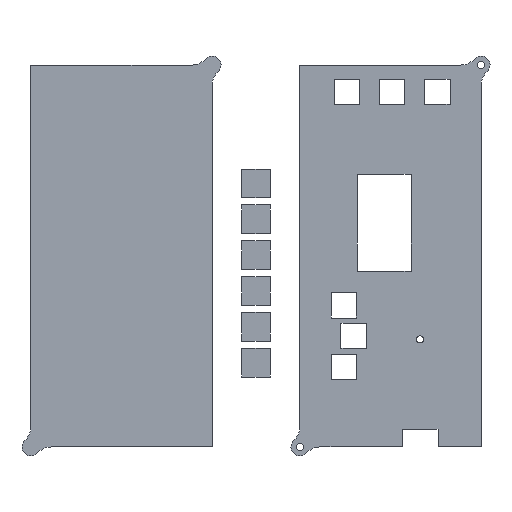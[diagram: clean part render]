
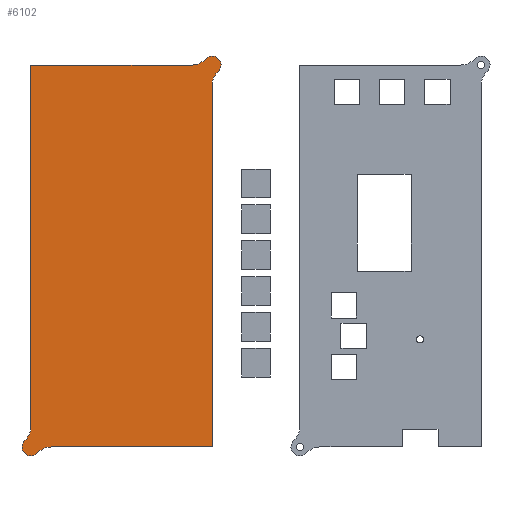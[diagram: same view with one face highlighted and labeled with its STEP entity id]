
A CAD part, front view. The second image highlights one B-rep face of the part: STEP entity #6102.
In plain terms, the highlighted planar face has unit normal (0, -1, 0).
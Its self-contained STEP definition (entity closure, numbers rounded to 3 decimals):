
#334=PLANE('',#6493);
#567=FACE_OUTER_BOUND('',#915,.T.);
#915=EDGE_LOOP('',(#4404,#4405,#4406,#4407,#4408,#4409,#4410,#4411,#4412,
#4413));
#1264=LINE('',#8234,#1926);
#1265=LINE('',#8236,#1927);
#1332=LINE('',#8397,#1994);
#1333=LINE('',#8399,#1995);
#1926=VECTOR('',#6852,10.);
#1927=VECTOR('',#6855,10.);
#1994=VECTOR('',#7010,10.);
#1995=VECTOR('',#7013,10.);
#2572=CIRCLE('',#6421,5.);
#2574=CIRCLE('',#6424,2.5);
#2577=CIRCLE('',#6428,5.);
#2579=CIRCLE('',#6431,5.);
#2581=CIRCLE('',#6434,2.5);
#2582=CIRCLE('',#6436,5.);
#2666=VERTEX_POINT('',#8166);
#2667=VERTEX_POINT('',#8167);
#2670=VERTEX_POINT('',#8175);
#2673=VERTEX_POINT('',#8183);
#2676=VERTEX_POINT('',#8190);
#2677=VERTEX_POINT('',#8192);
#2679=VERTEX_POINT('',#8198);
#2680=VERTEX_POINT('',#8202);
#2691=VERTEX_POINT('',#8232);
#2741=VERTEX_POINT('',#8395);
#3274=EDGE_CURVE('',#2666,#2667,#2572,.T.);
#3278=EDGE_CURVE('',#2670,#2667,#2574,.T.);
#3282=EDGE_CURVE('',#2670,#2673,#2577,.T.);
#3286=EDGE_CURVE('',#2676,#2677,#2579,.T.);
#3290=EDGE_CURVE('',#2676,#2679,#2581,.T.);
#3291=EDGE_CURVE('',#2680,#2679,#2582,.T.);
#3306=EDGE_CURVE('',#2691,#2680,#1264,.T.);
#3307=EDGE_CURVE('',#2673,#2691,#1265,.T.);
#3386=EDGE_CURVE('',#2741,#2666,#1332,.T.);
#3387=EDGE_CURVE('',#2677,#2741,#1333,.T.);
#4404=ORIENTED_EDGE('',*,*,#3306,.F.);
#4405=ORIENTED_EDGE('',*,*,#3307,.F.);
#4406=ORIENTED_EDGE('',*,*,#3282,.F.);
#4407=ORIENTED_EDGE('',*,*,#3278,.T.);
#4408=ORIENTED_EDGE('',*,*,#3274,.F.);
#4409=ORIENTED_EDGE('',*,*,#3386,.F.);
#4410=ORIENTED_EDGE('',*,*,#3387,.F.);
#4411=ORIENTED_EDGE('',*,*,#3286,.F.);
#4412=ORIENTED_EDGE('',*,*,#3290,.T.);
#4413=ORIENTED_EDGE('',*,*,#3291,.F.);
#6102=ADVANCED_FACE('',(#567),#334,.F.);
#6421=AXIS2_PLACEMENT_3D('',#8168,#6784,#6785);
#6424=AXIS2_PLACEMENT_3D('',#8176,#6792,#6793);
#6428=AXIS2_PLACEMENT_3D('',#8184,#6801,#6802);
#6431=AXIS2_PLACEMENT_3D('',#8193,#6809,#6810);
#6434=AXIS2_PLACEMENT_3D('',#8200,#6817,#6818);
#6436=AXIS2_PLACEMENT_3D('',#8203,#6821,#6822);
#6493=AXIS2_PLACEMENT_3D('',#8400,#7014,#7015);
#6784=DIRECTION('center_axis',(0.,-1.,0.));
#6785=DIRECTION('ref_axis',(0.408,0.,-0.913));
#6792=DIRECTION('center_axis',(0.,-1.,0.));
#6793=DIRECTION('ref_axis',(-1.,0.,0.));
#6801=DIRECTION('center_axis',(0.,-1.,0.));
#6802=DIRECTION('ref_axis',(-0.913,0.,0.408));
#6809=DIRECTION('center_axis',(0.,-1.,0.));
#6810=DIRECTION('ref_axis',(0.913,0.,-0.408));
#6817=DIRECTION('center_axis',(0.,-1.,0.));
#6818=DIRECTION('ref_axis',(-1.,0.,0.));
#6821=DIRECTION('center_axis',(0.,-1.,0.));
#6822=DIRECTION('ref_axis',(-0.408,0.,0.913));
#6852=DIRECTION('',(-1.,0.,0.));
#6855=DIRECTION('',(0.,0.,-1.));
#7010=DIRECTION('',(1.,0.,0.));
#7013=DIRECTION('',(0.,0.,1.));
#7014=DIRECTION('center_axis',(0.,1.,0.));
#7015=DIRECTION('ref_axis',(1.,0.,0.));
#8166=CARTESIAN_POINT('',(44.91,0.,0.));
#8167=CARTESIAN_POINT('',(48.637,0.,1.667));
#8168=CARTESIAN_POINT('Origin',(44.91,0.,5.));
#8175=CARTESIAN_POINT('',(52.167,0.,-1.863));
#8176=CARTESIAN_POINT('Origin',(50.5,0.,0.));
#8183=CARTESIAN_POINT('',(50.5,0.,-5.59));
#8184=CARTESIAN_POINT('Origin',(55.5,0.,-5.59));
#8190=CARTESIAN_POINT('',(-1.667,0.,-104.637));
#8192=CARTESIAN_POINT('',(0.,0.,-100.91));
#8193=CARTESIAN_POINT('Origin',(-5.,0.,-100.91));
#8198=CARTESIAN_POINT('',(1.863,0.,-108.167));
#8200=CARTESIAN_POINT('Origin',(0.,0.,-106.5));
#8202=CARTESIAN_POINT('',(5.59,0.,-106.5));
#8203=CARTESIAN_POINT('Origin',(5.59,0.,-111.5));
#8232=CARTESIAN_POINT('',(50.5,0.,-106.5));
#8234=CARTESIAN_POINT('',(50.5,0.,-106.5));
#8236=CARTESIAN_POINT('',(50.5,0.,0.));
#8395=CARTESIAN_POINT('',(0.,0.,0.));
#8397=CARTESIAN_POINT('',(0.,0.,0.));
#8399=CARTESIAN_POINT('',(0.,0.,-106.5));
#8400=CARTESIAN_POINT('Origin',(25.25,0.,-53.25));
